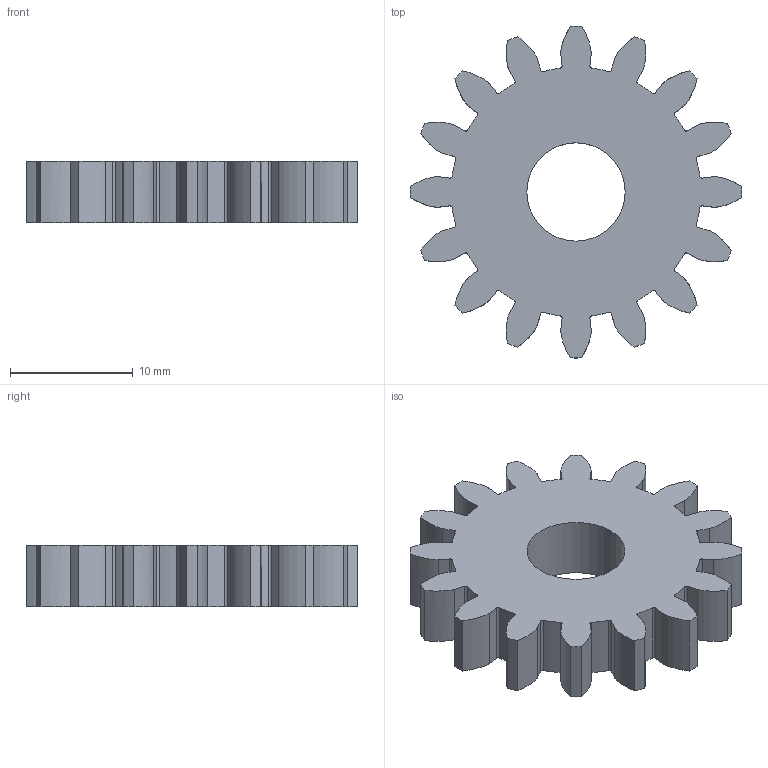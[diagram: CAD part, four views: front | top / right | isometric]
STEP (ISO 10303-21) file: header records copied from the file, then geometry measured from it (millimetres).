
FILE_DESCRIPTION(/* description */ ('Spur Gear; Module: 1.5; Num Teeth: 16; Pressure Angle: 20.0; Backlash: 0.15 mm'),/* implementation_level */ '2;1');
FILE_NAME(/* name */ 'Spur Gear 16 teeth 1.stp',/* time_stamp */ '2022-09-22T11:55:19+02:00',/* author */ (''),/* organization */ (''),/* preprocessor_version */ 'ST-DEVELOPER v19',/* originating_system */ 'Autodesk Translation Framework v11.7.0.108',/* authorisation */ '');
FILE_SCHEMA (('AUTOMOTIVE_DESIGN { 1 0 10303 214 3 1 1 }'));
Length unit declared in the file: millimetre
Products named in the file (1): Spur Gear (16 teeth) (1)
Bounding box: 27 x 27 x 5 mm (x, y, z)
Volume: 1921.5 mm3; surface area: 1667.4 mm2
Topology: 1 solids, 1 shells, 131 faces, 387 edges, 258 vertices
Faces by surface type: cylinder 65, plane 34, bspline 32
Full cylindrical faces by diameter (mm): 8 x1
Entity records: 13632 total; most frequent: CARTESIAN_POINT 10281, ORIENTED_EDGE 774, DIRECTION 653, EDGE_CURVE 387, VERTEX_POINT 258, AXIS2_PLACEMENT_3D 230, LINE 193, VECTOR 193
